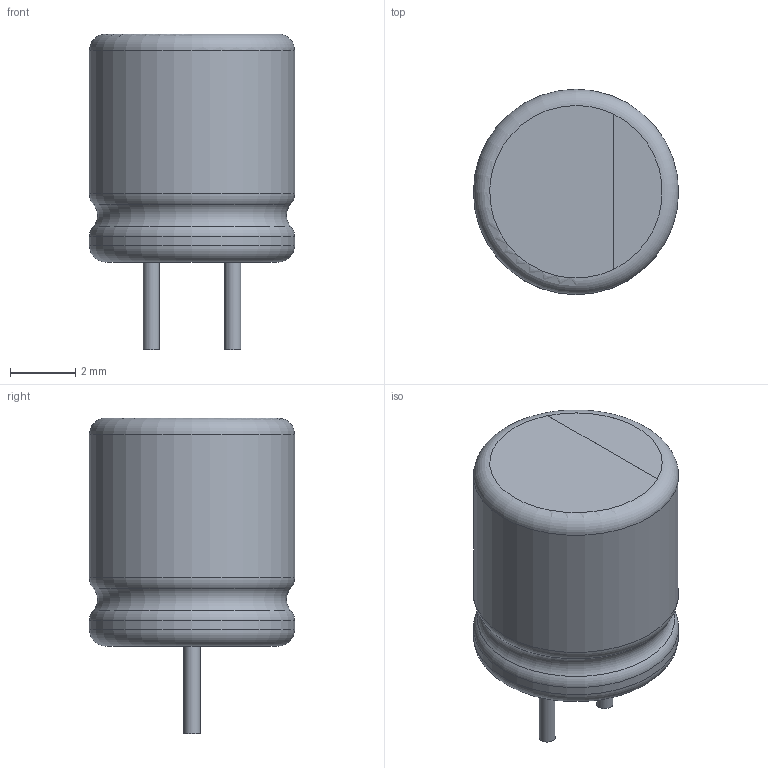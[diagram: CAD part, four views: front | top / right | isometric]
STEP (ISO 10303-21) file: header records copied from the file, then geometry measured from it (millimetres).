
FILE_DESCRIPTION((' '),'2;1');
FILE_NAME( 'CAPPRD250W45D630H700_Nichicon-NS.stp', '2022-09-09T16:47:14', (' '), ('--- Datakit www.datakit.com---'), ' Datakit CrossCadWare V2022.3 Jun 15 2022', 'DATAKIT 2022 (c)', ' ');
FILE_SCHEMA(('AP242_MANAGED_MODEL_BASED_3D_ENGINEERING_MIM_LF { 1 0 10303 442 1 1 4 }'));
Length unit declared in the file: millimetre
Products named in the file (1): CAPPRD250W45D630H700_Nichicon-NS
Bounding box: 6.3 x 6.3 x 9.7 mm (x, y, z)
Volume: 209.8 mm3; surface area: 207 mm2
Topology: 1 solids, 1 shells, 18 faces, 31 edges, 18 vertices
Faces by surface type: plane 7, cylinder 6, torus 5
Full cylindrical faces by diameter (mm): 0.5 x2, 4.3 x1, 6.3 x2
Entity records: 436 total; most frequent: DIRECTION 80, CARTESIAN_POINT 60, ORIENTED_EDGE 40, AXIS2_PLACEMENT_3D 38, EDGE_LOOP 31, EDGE_CURVE 20, FACE_OUTER_BOUND 18, ADVANCED_FACE 18
